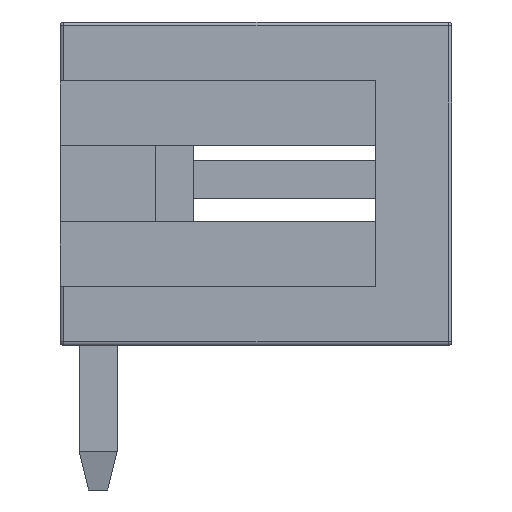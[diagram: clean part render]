
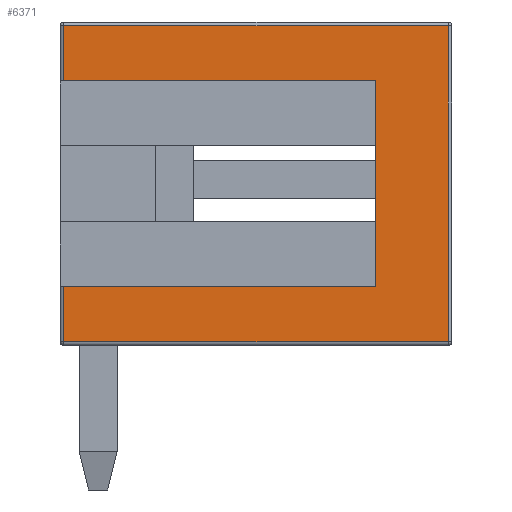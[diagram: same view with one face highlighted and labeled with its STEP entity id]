
A CAD part, left-side view. The second image highlights one B-rep face of the part: STEP entity #6371.
In plain terms, the highlighted planar face has unit normal (-1, 0, 0).
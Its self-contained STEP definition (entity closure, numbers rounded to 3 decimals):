
#2812 = VERTEX_POINT('',#2813);
#2813 = CARTESIAN_POINT('',(-2.8,0.9,0.1));
#2820 = EDGE_CURVE('',#2812,#2821,#2823,.T.);
#2821 = VERTEX_POINT('',#2822);
#2822 = CARTESIAN_POINT('',(-2.8,-9.2,0.1));
#2823 = LINE('',#2824,#2825);
#2824 = CARTESIAN_POINT('',(-2.8,1.,0.1));
#2825 = VECTOR('',#2826,1.);
#2826 = DIRECTION('',(0.,-1.,0.));
#6371 = ADVANCED_FACE('',(#6372),#6429,.F.);
#6372 = FACE_BOUND('',#6373,.F.);
#6373 = EDGE_LOOP('',(#6374,#6375,#6383,#6391,#6399,#6407,#6415,#6423));
#6374 = ORIENTED_EDGE('',*,*,#2820,.F.);
#6375 = ORIENTED_EDGE('',*,*,#6376,.F.);
#6376 = EDGE_CURVE('',#6377,#2812,#6379,.T.);
#6377 = VERTEX_POINT('',#6378);
#6378 = CARTESIAN_POINT('',(-2.8,0.9,1.55));
#6379 = LINE('',#6380,#6381);
#6380 = CARTESIAN_POINT('',(-2.8,0.9,8.5));
#6381 = VECTOR('',#6382,1.);
#6382 = DIRECTION('',(0.,0.,-1.));
#6383 = ORIENTED_EDGE('',*,*,#6384,.F.);
#6384 = EDGE_CURVE('',#6385,#6377,#6387,.T.);
#6385 = VERTEX_POINT('',#6386);
#6386 = CARTESIAN_POINT('',(-2.8,-7.3,1.55));
#6387 = LINE('',#6388,#6389);
#6388 = CARTESIAN_POINT('',(-2.8,-3.15,1.55));
#6389 = VECTOR('',#6390,1.);
#6390 = DIRECTION('',(0.,1.,0.));
#6391 = ORIENTED_EDGE('',*,*,#6392,.F.);
#6392 = EDGE_CURVE('',#6393,#6385,#6395,.T.);
#6393 = VERTEX_POINT('',#6394);
#6394 = CARTESIAN_POINT('',(-2.8,-7.3,6.95));
#6395 = LINE('',#6396,#6397);
#6396 = CARTESIAN_POINT('',(-2.8,-7.3,6.375));
#6397 = VECTOR('',#6398,1.);
#6398 = DIRECTION('',(0.,0.,-1.));
#6399 = ORIENTED_EDGE('',*,*,#6400,.F.);
#6400 = EDGE_CURVE('',#6401,#6393,#6403,.T.);
#6401 = VERTEX_POINT('',#6402);
#6402 = CARTESIAN_POINT('',(-2.8,0.9,6.95));
#6403 = LINE('',#6404,#6405);
#6404 = CARTESIAN_POINT('',(-2.8,5.15,6.95));
#6405 = VECTOR('',#6406,1.);
#6406 = DIRECTION('',(0.,-1.,0.));
#6407 = ORIENTED_EDGE('',*,*,#6408,.F.);
#6408 = EDGE_CURVE('',#6409,#6401,#6411,.T.);
#6409 = VERTEX_POINT('',#6410);
#6410 = CARTESIAN_POINT('',(-2.8,0.9,8.4));
#6411 = LINE('',#6412,#6413);
#6412 = CARTESIAN_POINT('',(-2.8,0.9,8.5));
#6413 = VECTOR('',#6414,1.);
#6414 = DIRECTION('',(0.,0.,-1.));
#6415 = ORIENTED_EDGE('',*,*,#6416,.T.);
#6416 = EDGE_CURVE('',#6409,#6417,#6419,.T.);
#6417 = VERTEX_POINT('',#6418);
#6418 = CARTESIAN_POINT('',(-2.8,-9.2,8.4));
#6419 = LINE('',#6420,#6421);
#6420 = CARTESIAN_POINT('',(-2.8,1.,8.4));
#6421 = VECTOR('',#6422,1.);
#6422 = DIRECTION('',(0.,-1.,0.));
#6423 = ORIENTED_EDGE('',*,*,#6424,.T.);
#6424 = EDGE_CURVE('',#6417,#2821,#6425,.T.);
#6425 = LINE('',#6426,#6427);
#6426 = CARTESIAN_POINT('',(-2.8,-9.2,8.5));
#6427 = VECTOR('',#6428,1.);
#6428 = DIRECTION('',(0.,0.,-1.));
#6429 = PLANE('',#6430);
#6430 = AXIS2_PLACEMENT_3D('',#6431,#6432,#6433);
#6431 = CARTESIAN_POINT('',(-2.8,1.,8.5));
#6432 = DIRECTION('',(1.,0.,0.));
#6433 = DIRECTION('',(0.,0.,-1.));
